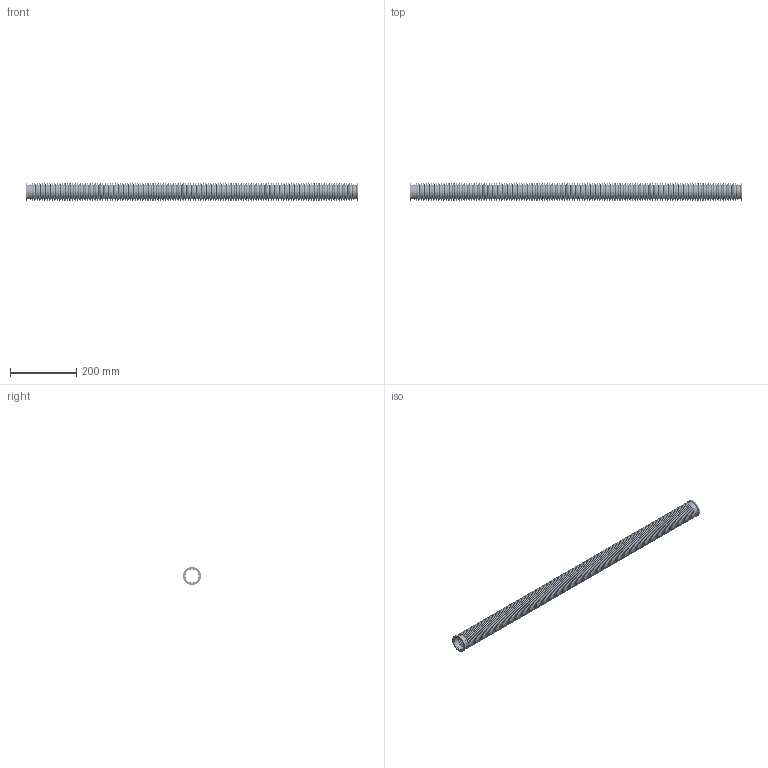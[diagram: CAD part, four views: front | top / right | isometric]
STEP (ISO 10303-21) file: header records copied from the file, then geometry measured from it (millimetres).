
FILE_DESCRIPTION (( 'STEP AP214' ), '1' );
FILE_NAME ('120SWD040-1000.stp', '2017-06-07T09:42:26', ( '' ), ( '' ), 'SwSTEP 2.0', 'SolidWorks 2015', '' );
FILE_SCHEMA (( 'AUTOMOTIVE_DESIGN' ));
Length unit declared in the file: millimetre
Products named in the file (1): 120SWD040-1000
Bounding box: 1000 x 55 x 55 mm (x, y, z)
Volume: 75419.9 mm3; surface area: 812146.6 mm2
Topology: 1 solids, 1 shells, 5476 faces, 10956 edges, 6262 vertices
Faces by surface type: torus 3116, cylinder 1574, plane 782, cone 4
Entity records: 204244 total; most frequent: DIRECTION 31288, CARTESIAN_POINT 22695, ORIENTED_EDGE 21912, AXIS2_PLACEMENT_3D 14855, EDGE_CURVE 10956, CIRCLE 9378, VERTEX_POINT 6262, EDGE_LOOP 6258
